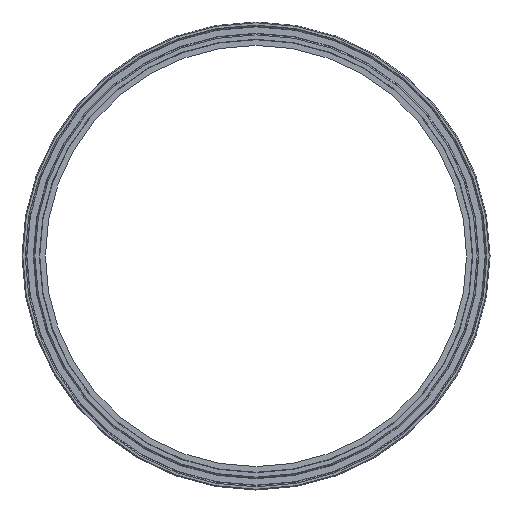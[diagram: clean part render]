
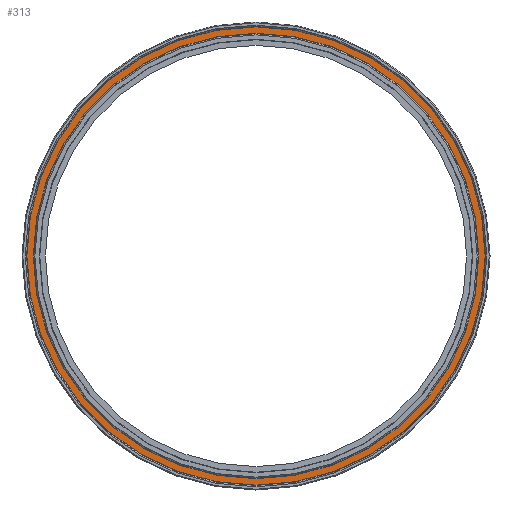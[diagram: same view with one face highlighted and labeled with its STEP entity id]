
A CAD part, left-side view. The second image highlights one B-rep face of the part: STEP entity #313.
In plain terms, the highlighted planar face has unit normal (-1, 0, 0).
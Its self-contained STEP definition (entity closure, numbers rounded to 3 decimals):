
#29=FACE_BOUND('',#70,.T.);
#34=PLANE('',#377);
#47=FACE_OUTER_BOUND('',#69,.T.);
#69=EDGE_LOOP('',(#260));
#70=EDGE_LOOP('',(#261));
#116=CIRCLE('',#370,142.);
#122=CIRCLE('',#378,138.);
#152=VERTEX_POINT('',#572);
#157=VERTEX_POINT('',#586);
#189=EDGE_CURVE('',#152,#152,#116,.T.);
#196=EDGE_CURVE('',#157,#157,#122,.T.);
#260=ORIENTED_EDGE('',*,*,#189,.F.);
#261=ORIENTED_EDGE('',*,*,#196,.F.);
#313=ADVANCED_FACE('',(#47,#29),#34,.T.);
#370=AXIS2_PLACEMENT_3D('',#573,#462,#463);
#377=AXIS2_PLACEMENT_3D('',#585,#477,#478);
#378=AXIS2_PLACEMENT_3D('',#587,#479,#480);
#462=DIRECTION('center_axis',(1.,0.,0.));
#463=DIRECTION('ref_axis',(0.,0.,-1.));
#477=DIRECTION('center_axis',(-1.,0.,0.));
#478=DIRECTION('ref_axis',(0.,0.,1.));
#479=DIRECTION('center_axis',(-1.,0.,0.));
#480=DIRECTION('ref_axis',(0.,0.,-1.));
#572=CARTESIAN_POINT('',(2.,0.,142.));
#573=CARTESIAN_POINT('Origin',(2.,0.,0.));
#585=CARTESIAN_POINT('Origin',(2.,0.,142.5));
#586=CARTESIAN_POINT('',(2.,0.,138.));
#587=CARTESIAN_POINT('Origin',(2.,0.,0.));
